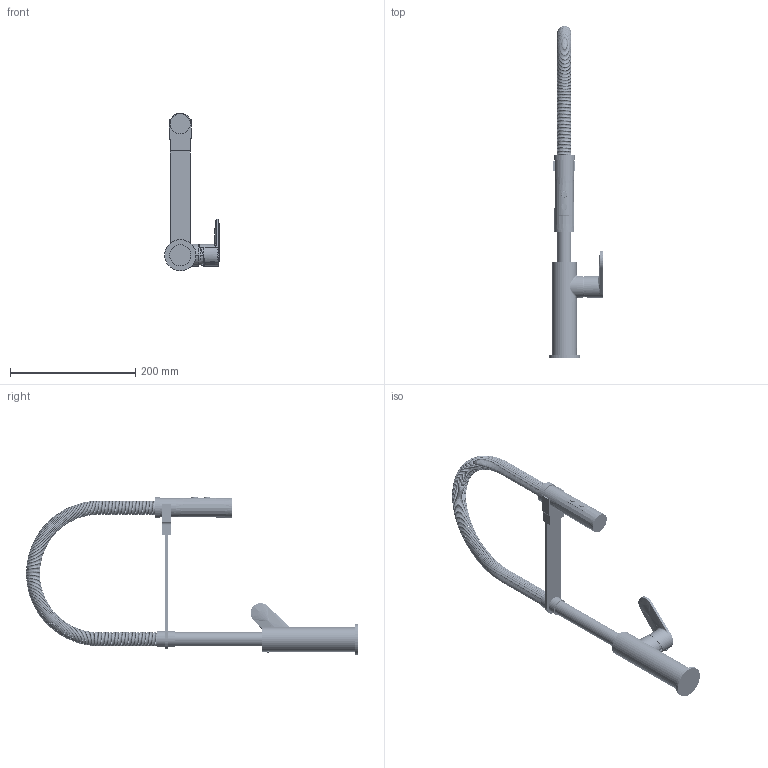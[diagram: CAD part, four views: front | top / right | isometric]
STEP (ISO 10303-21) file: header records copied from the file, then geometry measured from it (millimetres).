
FILE_DESCRIPTION((''),'2;1');
FILE_NAME('CA179CR','2021-01-13T13:36:15',('ut3'),('PAFFONI SpA'),'CREO PARAMETRIC BY PTC INC, 2020044','CREO PARAMETRIC BY PTC INC, 2020044','');
FILE_SCHEMA(('CONFIG_CONTROL_DESIGN','SHAPE_APPEARANCE_LAYERS_GROUPS'));
Products named in the file (1): CA179CR
Bounding box: 87.32 x 530.12 x 252 mm (x, y, z)
Volume: 401162.9 mm3; surface area: 195061.6 mm2
Topology: 2 solids, 2 shells, 468 faces, 1097 edges, 645 vertices
Faces by surface type: bspline 153, cylinder 132, plane 101, cone 68, torus 10, sphere 4
Entity records: 117369 total; most frequent: CARTESIAN_POINT 104326, ORIENTED_EDGE 2158, DIRECTION 1679, EDGE_CURVE 1079, AXIS2_PLACEMENT_3D 664, VERTEX_POINT 645, EDGE_LOOP 524, FILL_AREA_STYLE_COLOUR 483
